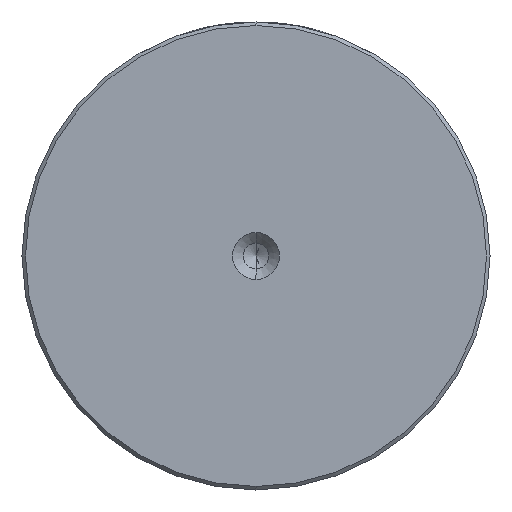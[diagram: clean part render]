
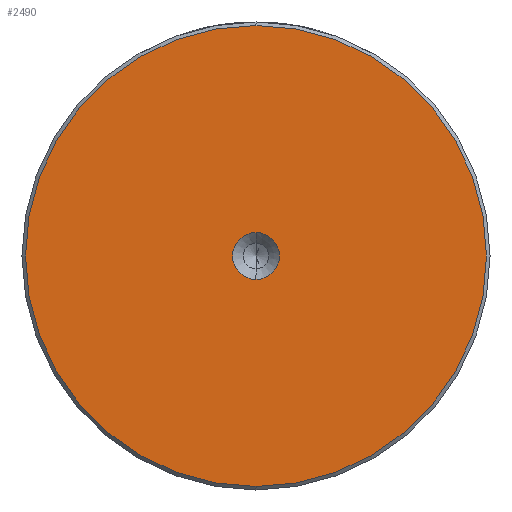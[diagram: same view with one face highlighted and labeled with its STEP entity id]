
A CAD part, left-side view. The second image highlights one B-rep face of the part: STEP entity #2490.
In plain terms, the highlighted planar face has unit normal (-1, 0, 0).
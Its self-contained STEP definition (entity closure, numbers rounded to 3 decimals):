
#1 = CARTESIAN_POINT ( 'NONE',  ( 0., 0., 0. ) ) ;
#108 = CARTESIAN_POINT ( 'NONE',  ( 0., 0., 0. ) ) ;
#109 = EDGE_CURVE ( 'NONE', #457, #1152, #2396, .T. ) ;
#272 = EDGE_LOOP ( 'NONE', ( #818, #670 ) ) ;
#369 = DIRECTION ( 'NONE',  ( 0., 0., 1. ) ) ;
#399 = DIRECTION ( 'NONE',  ( -1., 0., 0. ) ) ;
#457 = VERTEX_POINT ( 'NONE', #1148 ) ;
#495 = EDGE_CURVE ( 'NONE', #1152, #457, #913, .T. ) ;
#598 = CARTESIAN_POINT ( 'NONE',  ( 0., 0., 32.5 ) ) ;
#670 = ORIENTED_EDGE ( 'NONE', *, *, #109, .F. ) ;
#688 = CARTESIAN_POINT ( 'NONE',  ( 0., 0., 0. ) ) ;
#818 = ORIENTED_EDGE ( 'NONE', *, *, #495, .F. ) ;
#837 = EDGE_CURVE ( 'NONE', #1279, #1784, #2707, .T. ) ;
#859 = CARTESIAN_POINT ( 'NONE',  ( 0., 0., 3.3 ) ) ;
#913 = CIRCLE ( 'NONE', #1306, 3.3 ) ;
#949 = DIRECTION ( 'NONE',  ( 0., 0., 1. ) ) ;
#1001 = ORIENTED_EDGE ( 'NONE', *, *, #837, .T. ) ;
#1091 = CARTESIAN_POINT ( 'NONE',  ( 0., 0., -32.5 ) ) ;
#1148 = CARTESIAN_POINT ( 'NONE',  ( 0., 0., -3.3 ) ) ;
#1152 = VERTEX_POINT ( 'NONE', #859 ) ;
#1279 = VERTEX_POINT ( 'NONE', #1091 ) ;
#1306 = AXIS2_PLACEMENT_3D ( 'NONE', #108, #1932, #369 ) ;
#1475 = CARTESIAN_POINT ( 'NONE',  ( 0., 0., 0. ) ) ;
#1544 = FACE_OUTER_BOUND ( 'NONE', #2834, .T. ) ;
#1655 = AXIS2_PLACEMENT_3D ( 'NONE', #688, #2512, #949 ) ;
#1690 = EDGE_CURVE ( 'NONE', #1784, #1279, #1843, .T. ) ;
#1730 = DIRECTION ( 'NONE',  ( 0., 0., 1. ) ) ;
#1784 = VERTEX_POINT ( 'NONE', #598 ) ;
#1843 = CIRCLE ( 'NONE', #1655, 32.5 ) ;
#1870 = AXIS2_PLACEMENT_3D ( 'NONE', #1, #2608, #2366 ) ;
#1932 = DIRECTION ( 'NONE',  ( -1., 0., 0. ) ) ;
#1958 = CARTESIAN_POINT ( 'NONE',  ( 0., 0., 0. ) ) ;
#2098 = PLANE ( 'NONE',  #1870 ) ;
#2105 = AXIS2_PLACEMENT_3D ( 'NONE', #1475, #3291, #1730 ) ;
#2137 = FACE_BOUND ( 'NONE', #272, .T. ) ;
#2227 = DIRECTION ( 'NONE',  ( 0., 0., 1. ) ) ;
#2366 = DIRECTION ( 'NONE',  ( 0., 0., 1. ) ) ;
#2396 = CIRCLE ( 'NONE', #2840, 3.3 ) ;
#2425 = ORIENTED_EDGE ( 'NONE', *, *, #1690, .T. ) ;
#2490 = ADVANCED_FACE ( 'NONE', ( #1544, #2137 ), #2098, .T. ) ;
#2512 = DIRECTION ( 'NONE',  ( -1., 0., 0. ) ) ;
#2608 = DIRECTION ( 'NONE',  ( -1., 0., 0. ) ) ;
#2707 = CIRCLE ( 'NONE', #2105, 32.5 ) ;
#2834 = EDGE_LOOP ( 'NONE', ( #1001, #2425 ) ) ;
#2840 = AXIS2_PLACEMENT_3D ( 'NONE', #1958, #399, #2227 ) ;
#3291 = DIRECTION ( 'NONE',  ( -1., 0., 0. ) ) ;
